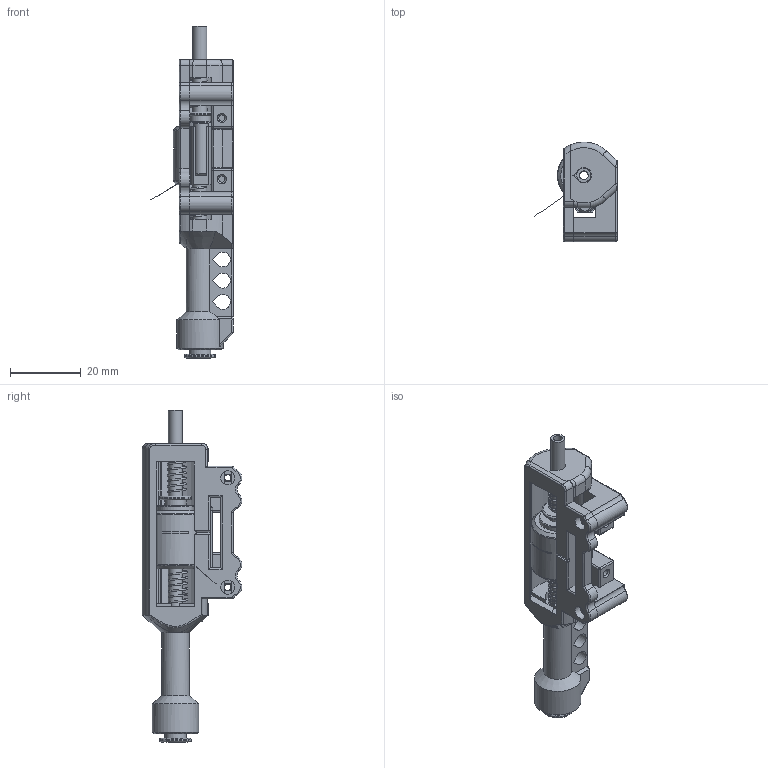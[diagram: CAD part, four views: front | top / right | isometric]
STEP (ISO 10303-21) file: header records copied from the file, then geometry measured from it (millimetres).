
FILE_DESCRIPTION(/* description */ (''),/* implementation_level */ '2;1');
FILE_NAME(/* name */ '',/* time_stamp */ '2025-11-28T20:54:37+08:00',/* author */ (''),/* organization */ (''),/* preprocessor_version */ 'ST-DEVELOPER v20.1',/* originating_system */ 'Autodesk Translation Framework v14.21.0.0',/* authorisation */ '');
FILE_SCHEMA (('AUTOMOTIVE_DESIGN { 1 0 10303 214 3 1 1 }'));
Length unit declared in the file: millimetre
Products named in the file (10): 缓冲器; sensor_housing; 缓冲器_1; sensor_housing_1; 缓冲器_2; slider; Magnet_D4x15; ECAS Fitting v1; PTFE; Spring_0.4x5x25
Assembly tree (11 placements, depth 3):
  缓冲器
    sensor_housing
    缓冲器_1
      sensor_housing_1
    缓冲器_2
      slider
    Magnet_D4x15
    ECAS Fitting v1  x2
    Spring_0.4x5x25  x2
    PTFE
Bounding box: 23.32 x 28.24 x 94.07 mm (x, y, z)
Volume: 13880.7 mm3; surface area: 14316.4 mm2
Topology: 12 solids, 12 shells, 460 faces, 1104 edges, 681 vertices
Faces by surface type: plane 192, cylinder 156, torus 37, bspline 33, cone 32, sphere 10
Full cylindrical faces by diameter (mm): 1.8 x4, 2 x2, 2.5 x2, 4 x8, 4.3 x1, 4.5 x1, 5.6 x2, 6 x2, 8 x4, 8.3 x2, 8.35 x1, 8.47 x2, 9 x2, 10.45 x2, 13.15 x1
Entity records: 15458 total; most frequent: CARTESIAN_POINT 4821, DIRECTION 2228, ORIENTED_EDGE 2128, EDGE_CURVE 1064, AXIS2_PLACEMENT_3D 834, VERTEX_POINT 657, LINE 560, VECTOR 560
